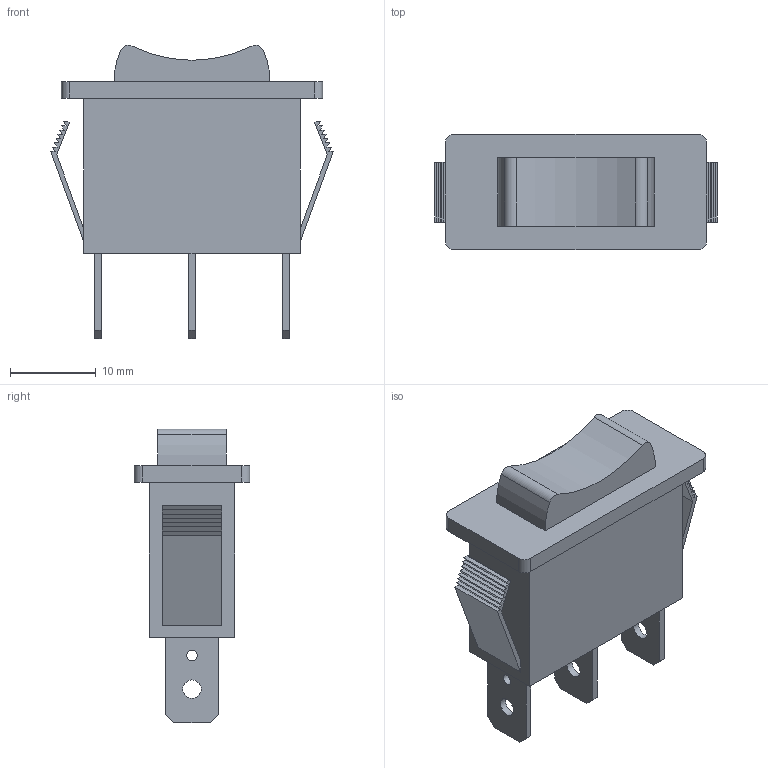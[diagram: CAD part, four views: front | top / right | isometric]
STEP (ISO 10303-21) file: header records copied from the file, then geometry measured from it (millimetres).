
FILE_DESCRIPTION(/* description */ ('Unknown'),/* implementation_level */ '2;1');
FILE_NAME(/* name */ 'KCD3-103_SW',/* time_stamp */ '2018-03-16T00:05:13+09:00',/* author */ ('Unknown'),/* organization */ ('Unknown'),/* preprocessor_version */ 'ST-DEVELOPER v16.7',/* originating_system */ 'DEX',/* authorisation */ $);
FILE_SCHEMA (('AUTOMOTIVE_DESIGN {1 0 10303 214 3 1 1}'));
Length unit declared in the file: millimetre
Products named in the file (1): KCD3-103_SW
Bounding box: 33 x 13.5 x 34.26 mm (x, y, z)
Volume: 6068 mm3; surface area: 3319.6 mm2
Topology: 1 solids, 1 shells, 96 faces, 264 edges, 178 vertices
Faces by surface type: plane 81, cylinder 15
Full cylindrical faces by diameter (mm): 1.232 x3, 2.14 x3
Entity records: 3662 total; most frequent: CARTESIAN_POINT 521, ORIENTED_EDGE 504, DIRECTION 476, EDGE_CURVE 252, LINE 222, VECTOR 222, VERTEX_POINT 172, AXIS2_PLACEMENT_3D 127
